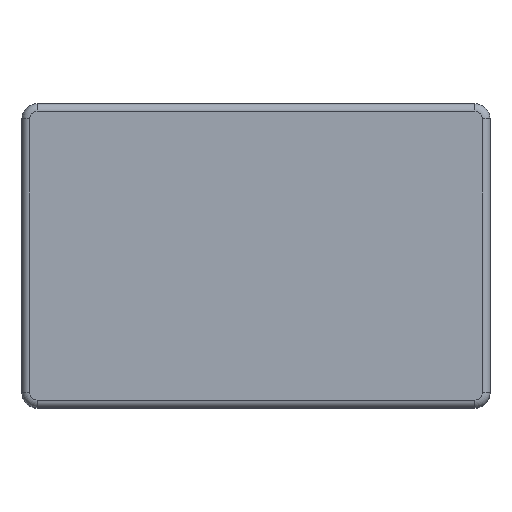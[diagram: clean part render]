
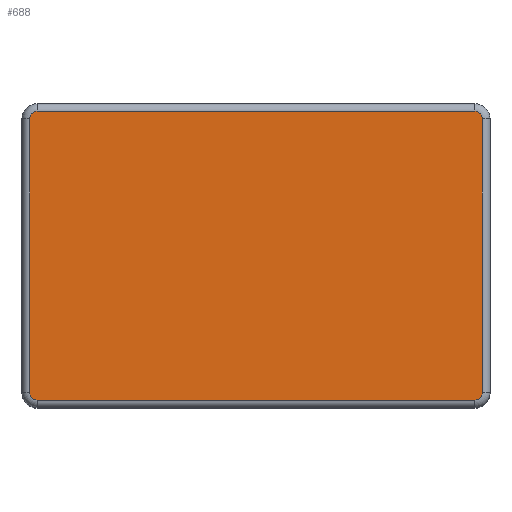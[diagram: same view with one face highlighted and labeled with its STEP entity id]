
A CAD part, top view. The second image highlights one B-rep face of the part: STEP entity #688.
In plain terms, the highlighted planar face has unit normal (0, 0, 1).
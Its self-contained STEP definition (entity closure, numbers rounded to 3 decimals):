
#437 = VERTEX_POINT('',#438);
#438 = CARTESIAN_POINT('',(8.21,5.22,10.3));
#445 = EDGE_CURVE('',#437,#446,#448,.T.);
#446 = VERTEX_POINT('',#447);
#447 = CARTESIAN_POINT('',(8.21,-1.62,10.3));
#448 = LINE('',#449,#450);
#449 = CARTESIAN_POINT('',(8.21,5.22,10.3));
#450 = VECTOR('',#451,1.);
#451 = DIRECTION('',(0.,-1.,0.));
#470 = VERTEX_POINT('',#471);
#471 = CARTESIAN_POINT('',(8.02,5.41,10.3));
#480 = EDGE_CURVE('',#470,#437,#481,.T.);
#481 = CIRCLE('',#482,0.19);
#482 = AXIS2_PLACEMENT_3D('',#483,#484,#485);
#483 = CARTESIAN_POINT('',(8.02,5.22,10.3));
#484 = DIRECTION('',(0.,0.,-1.));
#485 = DIRECTION('',(0.,1.,0.));
#498 = VERTEX_POINT('',#499);
#499 = CARTESIAN_POINT('',(8.02,-1.81,10.3));
#506 = EDGE_CURVE('',#446,#498,#507,.T.);
#507 = CIRCLE('',#508,0.19);
#508 = AXIS2_PLACEMENT_3D('',#509,#510,#511);
#509 = CARTESIAN_POINT('',(8.02,-1.62,10.3));
#510 = DIRECTION('',(0.,0.,-1.));
#511 = DIRECTION('',(1.,0.,0.));
#522 = VERTEX_POINT('',#523);
#523 = CARTESIAN_POINT('',(-2.92,5.41,10.3));
#530 = EDGE_CURVE('',#522,#470,#531,.T.);
#531 = LINE('',#532,#533);
#532 = CARTESIAN_POINT('',(-2.92,5.41,10.3));
#533 = VECTOR('',#534,1.);
#534 = DIRECTION('',(1.,0.,0.));
#547 = EDGE_CURVE('',#498,#548,#550,.T.);
#548 = VERTEX_POINT('',#549);
#549 = CARTESIAN_POINT('',(-2.92,-1.81,10.3));
#550 = LINE('',#551,#552);
#551 = CARTESIAN_POINT('',(8.02,-1.81,10.3));
#552 = VECTOR('',#553,1.);
#553 = DIRECTION('',(-1.,0.,0.));
#572 = VERTEX_POINT('',#573);
#573 = CARTESIAN_POINT('',(-3.11,5.22,10.3));
#582 = EDGE_CURVE('',#572,#522,#583,.T.);
#583 = CIRCLE('',#584,0.19);
#584 = AXIS2_PLACEMENT_3D('',#585,#586,#587);
#585 = CARTESIAN_POINT('',(-2.92,5.22,10.3));
#586 = DIRECTION('',(0.,0.,-1.));
#587 = DIRECTION('',(-1.,0.,0.));
#600 = VERTEX_POINT('',#601);
#601 = CARTESIAN_POINT('',(-3.11,-1.62,10.3));
#608 = EDGE_CURVE('',#548,#600,#609,.T.);
#609 = CIRCLE('',#610,0.19);
#610 = AXIS2_PLACEMENT_3D('',#611,#612,#613);
#611 = CARTESIAN_POINT('',(-2.92,-1.62,10.3));
#612 = DIRECTION('',(0.,0.,-1.));
#613 = DIRECTION('',(0.,-1.,0.));
#624 = EDGE_CURVE('',#600,#572,#625,.T.);
#625 = LINE('',#626,#627);
#626 = CARTESIAN_POINT('',(-3.11,-1.62,10.3));
#627 = VECTOR('',#628,1.);
#628 = DIRECTION('',(0.,1.,0.));
#688 = ADVANCED_FACE('',(#689),#699,.F.);
#689 = FACE_BOUND('',#690,.F.);
#690 = EDGE_LOOP('',(#691,#692,#693,#694,#695,#696,#697,#698));
#691 = ORIENTED_EDGE('',*,*,#530,.T.);
#692 = ORIENTED_EDGE('',*,*,#480,.T.);
#693 = ORIENTED_EDGE('',*,*,#445,.T.);
#694 = ORIENTED_EDGE('',*,*,#506,.T.);
#695 = ORIENTED_EDGE('',*,*,#547,.T.);
#696 = ORIENTED_EDGE('',*,*,#608,.T.);
#697 = ORIENTED_EDGE('',*,*,#624,.T.);
#698 = ORIENTED_EDGE('',*,*,#582,.T.);
#699 = PLANE('',#700);
#700 = AXIS2_PLACEMENT_3D('',#701,#702,#703);
#701 = CARTESIAN_POINT('',(2.55,1.8,10.3));
#702 = DIRECTION('',(0.,0.,-1.));
#703 = DIRECTION('',(-1.,0.,0.));
